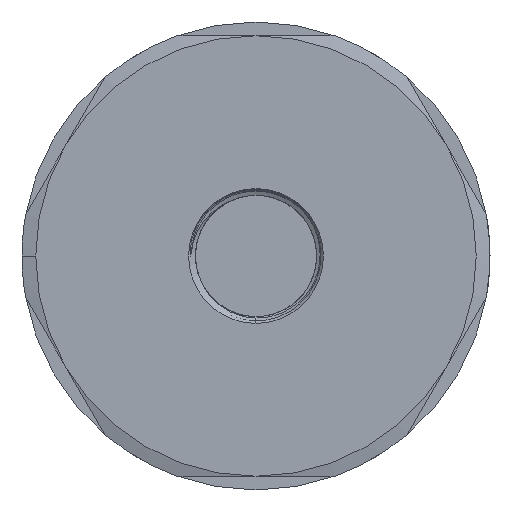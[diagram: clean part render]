
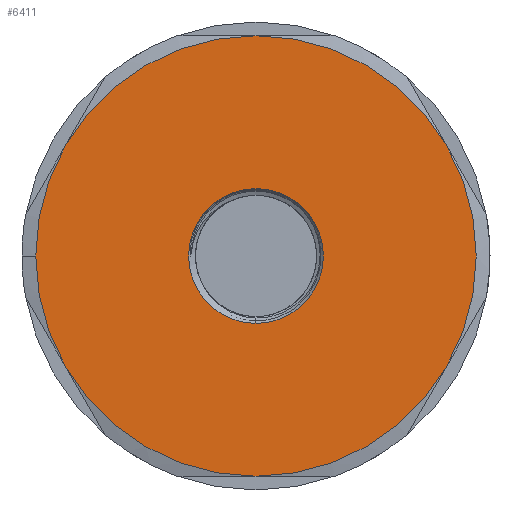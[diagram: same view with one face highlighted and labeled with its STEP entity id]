
A CAD part, left-side view. The second image highlights one B-rep face of the part: STEP entity #6411.
In plain terms, the highlighted planar face has unit normal (-1, 0, 0).
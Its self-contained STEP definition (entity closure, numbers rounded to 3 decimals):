
#155 = CIRCLE ( 'NONE', #9779, 16. ) ;
#175 = CIRCLE ( 'NONE', #9723, 16. ) ;
#184 = CIRCLE ( 'NONE', #9778, 16. ) ;
#297 = CIRCLE ( 'NONE', #9849, 16. ) ;
#679 = DIRECTION ( 'NONE',  ( 0., 1., 0. ) ) ;
#680 = DIRECTION ( 'NONE',  ( 1., 0., 0. ) ) ;
#682 = CARTESIAN_POINT ( 'NONE',  ( -4.03, 0., 0. ) ) ;
#685 = DIRECTION ( 'NONE',  ( 0., 1., 0. ) ) ;
#686 = DIRECTION ( 'NONE',  ( 1., 0., 0. ) ) ;
#687 = CARTESIAN_POINT ( 'NONE',  ( -4.03, 0., 0. ) ) ;
#1855 = VERTEX_POINT ( 'NONE', #4341 ) ;
#2132 = FACE_OUTER_BOUND ( 'NONE', #5961, .T. ) ;
#2134 = FACE_BOUND ( 'NONE', #5713, .T. ) ;
#3141 = DIRECTION ( 'NONE',  ( 0., 0., -1. ) ) ;
#3144 = PLANE ( 'NONE',  #9947 ) ;
#3146 = CARTESIAN_POINT ( 'NONE',  ( -4.03, 9.238, 16. ) ) ;
#3147 = DIRECTION ( 'NONE',  ( 1., 0., 0. ) ) ;
#3515 = CARTESIAN_POINT ( 'NONE',  ( -4.03, 0., 0. ) ) ;
#4130 = DIRECTION ( 'NONE',  ( 0., 1., 0. ) ) ;
#4132 = DIRECTION ( 'NONE',  ( 1., 0., 0. ) ) ;
#4196 = CARTESIAN_POINT ( 'NONE',  ( -4.03, 13.856, -8. ) ) ;
#4241 = CARTESIAN_POINT ( 'NONE',  ( -4.03, 0., -4.9 ) ) ;
#4245 = CARTESIAN_POINT ( 'NONE',  ( -4.03, 0., 16. ) ) ;
#4273 = CARTESIAN_POINT ( 'NONE',  ( -4.03, -13.856, -8. ) ) ;
#4341 = CARTESIAN_POINT ( 'NONE',  ( -4.03, 0., 4.9 ) ) ;
#4433 = CARTESIAN_POINT ( 'NONE',  ( -4.03, 16., 0. ) ) ;
#4454 = CARTESIAN_POINT ( 'NONE',  ( -4.03, -13.856, 8. ) ) ;
#4465 = CARTESIAN_POINT ( 'NONE',  ( -4.03, 13.856, 8. ) ) ;
#4502 = CARTESIAN_POINT ( 'NONE',  ( -4.03, 0., -16. ) ) ;
#4548 = CIRCLE ( 'NONE', #9633, 16. ) ;
#4565 = CIRCLE ( 'NONE', #9635, 4.9 ) ;
#4603 = CIRCLE ( 'NONE', #9659, 4.9 ) ;
#4635 = CIRCLE ( 'NONE', #9693, 16. ) ;
#4694 = CIRCLE ( 'NONE', #9634, 16. ) ;
#4844 = VERTEX_POINT ( 'NONE', #4273 ) ;
#4851 = VERTEX_POINT ( 'NONE', #4454 ) ;
#4869 = VERTEX_POINT ( 'NONE', #4502 ) ;
#4877 = VERTEX_POINT ( 'NONE', #4245 ) ;
#4992 = VERTEX_POINT ( 'NONE', #4196 ) ;
#4996 = VERTEX_POINT ( 'NONE', #4241 ) ;
#5015 = VERTEX_POINT ( 'NONE', #4465 ) ;
#5027 = VERTEX_POINT ( 'NONE', #4433 ) ;
#5121 = ORIENTED_EDGE ( 'NONE', *, *, #9942, .F. ) ;
#5377 = ORIENTED_EDGE ( 'NONE', *, *, #9819, .F. ) ;
#5713 = EDGE_LOOP ( 'NONE', ( #8020, #5377 ) ) ;
#5961 = EDGE_LOOP ( 'NONE', ( #5121, #8096, #8128, #7976, #8044, #7995, #7978 ) ) ;
#6411 = ADVANCED_FACE ( 'NONE', ( #2132, #2134 ), #3144, .F. ) ;
#6760 = DIRECTION ( 'NONE',  ( 0., 1., 0. ) ) ;
#6761 = DIRECTION ( 'NONE',  ( 1., 0., 0. ) ) ;
#6762 = CARTESIAN_POINT ( 'NONE',  ( -4.03, 0., 0. ) ) ;
#7653 = EDGE_CURVE ( 'NONE', #5027, #5015, #297, .T. ) ;
#7775 = EDGE_CURVE ( 'NONE', #4844, #4869, #155, .T. ) ;
#7776 = EDGE_CURVE ( 'NONE', #4877, #4851, #184, .T. ) ;
#7900 = EDGE_CURVE ( 'NONE', #4851, #4844, #175, .T. ) ;
#7976 = ORIENTED_EDGE ( 'NONE', *, *, #7776, .F. ) ;
#7978 = ORIENTED_EDGE ( 'NONE', *, *, #8077, .F. ) ;
#7995 = ORIENTED_EDGE ( 'NONE', *, *, #7653, .F. ) ;
#8020 = ORIENTED_EDGE ( 'NONE', *, *, #9933, .F. ) ;
#8044 = ORIENTED_EDGE ( 'NONE', *, *, #9964, .F. ) ;
#8077 = EDGE_CURVE ( 'NONE', #4992, #5027, #4635, .T. ) ;
#8096 = ORIENTED_EDGE ( 'NONE', *, *, #7775, .F. ) ;
#8128 = ORIENTED_EDGE ( 'NONE', *, *, #7900, .F. ) ;
#8387 = CARTESIAN_POINT ( 'NONE',  ( -4.03, 0., 0. ) ) ;
#8388 = DIRECTION ( 'NONE',  ( 1., 0., 0. ) ) ;
#8389 = DIRECTION ( 'NONE',  ( 0., 1., 0. ) ) ;
#8749 = CARTESIAN_POINT ( 'NONE',  ( -4.03, 0., 0. ) ) ;
#8750 = DIRECTION ( 'NONE',  ( -1., 0., 0. ) ) ;
#8751 = DIRECTION ( 'NONE',  ( 0., 0., 1. ) ) ;
#8862 = CARTESIAN_POINT ( 'NONE',  ( -4.03, 0., 0. ) ) ;
#8863 = DIRECTION ( 'NONE',  ( -1., 0., 0. ) ) ;
#8864 = DIRECTION ( 'NONE',  ( 0., 0., 1. ) ) ;
#8867 = CARTESIAN_POINT ( 'NONE',  ( -4.03, 0., 0. ) ) ;
#8868 = DIRECTION ( 'NONE',  ( 1., 0., 0. ) ) ;
#8869 = DIRECTION ( 'NONE',  ( 0., 1., 0. ) ) ;
#8932 = CARTESIAN_POINT ( 'NONE',  ( -4.03, 0., 0. ) ) ;
#8933 = DIRECTION ( 'NONE',  ( 1., 0., 0. ) ) ;
#8934 = DIRECTION ( 'NONE',  ( 0., 1., 0. ) ) ;
#9633 = AXIS2_PLACEMENT_3D ( 'NONE', #8932, #8933, #8934 ) ;
#9634 = AXIS2_PLACEMENT_3D ( 'NONE', #8867, #8868, #8869 ) ;
#9635 = AXIS2_PLACEMENT_3D ( 'NONE', #8862, #8863, #8864 ) ;
#9659 = AXIS2_PLACEMENT_3D ( 'NONE', #8749, #8750, #8751 ) ;
#9693 = AXIS2_PLACEMENT_3D ( 'NONE', #8387, #8388, #8389 ) ;
#9723 = AXIS2_PLACEMENT_3D ( 'NONE', #6762, #6761, #6760 ) ;
#9778 = AXIS2_PLACEMENT_3D ( 'NONE', #682, #680, #679 ) ;
#9779 = AXIS2_PLACEMENT_3D ( 'NONE', #687, #686, #685 ) ;
#9819 = EDGE_CURVE ( 'NONE', #4996, #1855, #4603, .T. ) ;
#9849 = AXIS2_PLACEMENT_3D ( 'NONE', #3515, #4132, #4130 ) ;
#9933 = EDGE_CURVE ( 'NONE', #1855, #4996, #4565, .T. ) ;
#9942 = EDGE_CURVE ( 'NONE', #4869, #4992, #4694, .T. ) ;
#9947 = AXIS2_PLACEMENT_3D ( 'NONE', #3146, #3147, #3141 ) ;
#9964 = EDGE_CURVE ( 'NONE', #5015, #4877, #4548, .T. ) ;
